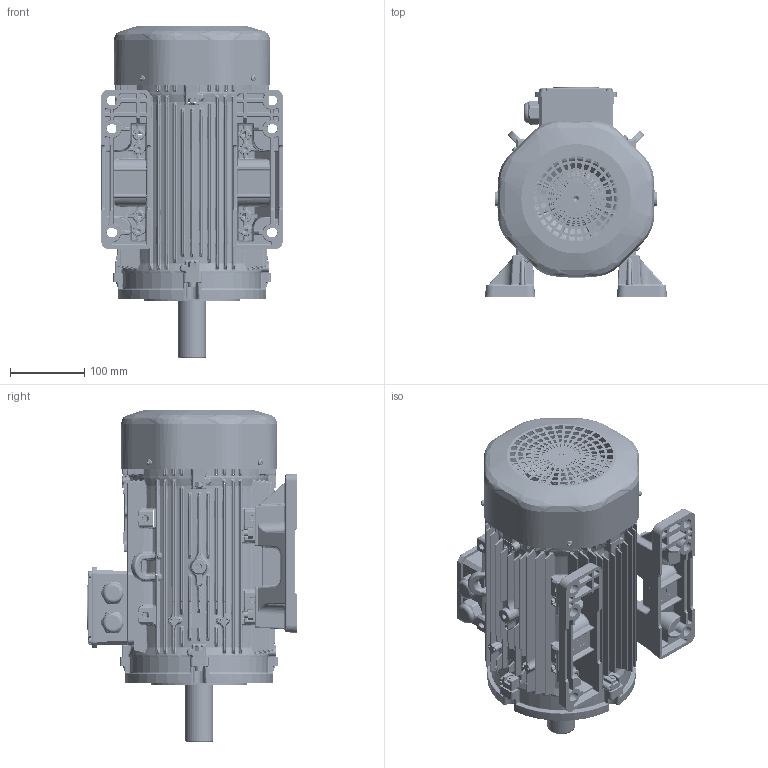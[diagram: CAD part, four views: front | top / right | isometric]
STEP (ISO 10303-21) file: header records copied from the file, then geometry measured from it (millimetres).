
FILE_DESCRIPTION(/* description */ (''),/* implementation_level */ '2;1');
FILE_NAME(/* name */ '6521259xx_AA.stp',/* time_stamp */ '2017-11-09T13:28:38+03:00',/* author */ (''),/* organization */ (''),/* preprocessor_version */ 'ST-DEVELOPER v15',/* originating_system */ 'SIEMENS PLM Software NX 9.0',/* authorisation */ '');
FILE_SCHEMA (('AUTOMOTIVE_DESIGN { 1 0 10303 214 3 1 1 1 }'));
Products named in the file (1): Ar311510F805552z
Bounding box: 244.67 x 282.97 x 447.4 mm (x, y, z)
Surface area: 1057907.5 mm2 (no closed solid volume)
Topology: 0 solids, 137 shells, 12019 faces, 30566 edges, 17905 vertices
Faces by surface type: cylinder 3572, bspline 3509, plane 2548, sphere 1016, torus 669, cone 606, extrusion 99
Full cylindrical faces by diameter (mm): 4 x2, 4.722 x1, 5 x2, 6 x7, 6.647 x4, 8 x9, 8.5 x4, 10 x8, 10.3 x1, 13 x1, 23.38 x1, 29 x1, 29.2 x1, 30 x1, 37.4 x1, 38 x1, 40 x1, 57.4 x1, 58.667 x1, 61 x1, 130 x1
Entity records: 440429 total; most frequent: CARTESIAN_POINT 177536, ORIENTED_EDGE 54886, DIRECTION 52258, EDGE_CURVE 29647, AXIS2_PLACEMENT_3D 21350, VERTEX_POINT 17814, EDGE_LOOP 12569, ADVANCED_FACE 12015
